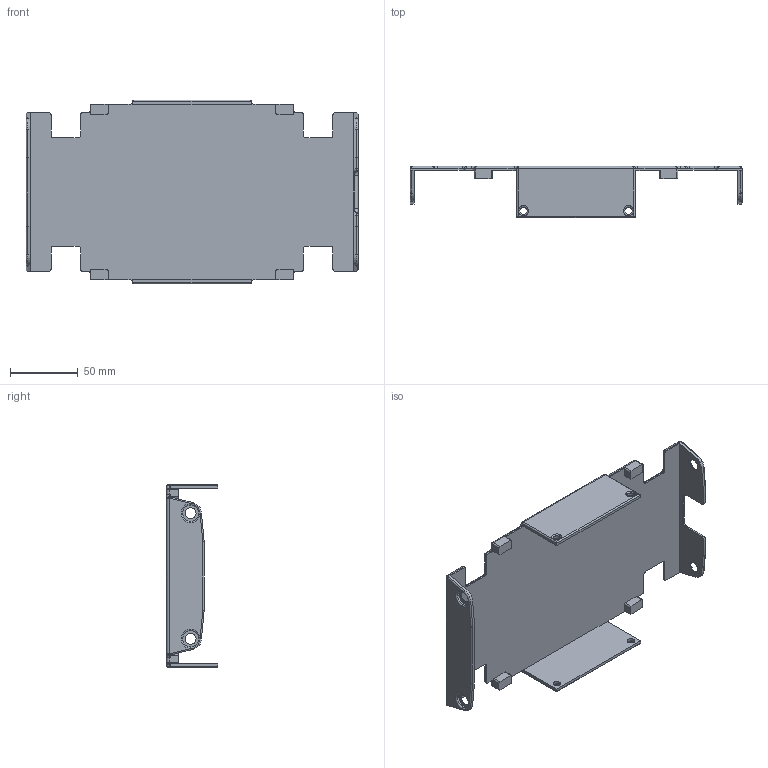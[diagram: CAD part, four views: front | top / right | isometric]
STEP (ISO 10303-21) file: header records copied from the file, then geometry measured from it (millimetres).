
FILE_DESCRIPTION (( 'STEP AP203' ), '1' );
FILE_NAME ('krytSpodokv2.STEP', '2025-03-16T17:43:08', ( '' ), ( '' ), 'SwSTEP 2.0', 'SolidWorks 2023', '' );
FILE_SCHEMA (( 'CONFIG_CONTROL_DESIGN' ));
Length unit declared in the file: millimetre
Products named in the file (1): krytSpodokv2
Bounding box: 245.6 x 38 x 136 mm (x, y, z)
Volume: 121242.8 mm3; surface area: 84147.9 mm2
Topology: 1 solids, 1 shells, 262 faces, 652 edges, 370 vertices
Faces by surface type: cylinder 128, plane 74, torus 38, bspline 22
Entity records: 8579 total; most frequent: CARTESIAN_POINT 2489, DIRECTION 1298, ORIENTED_EDGE 1260, EDGE_CURVE 630, AXIS2_PLACEMENT_3D 487, VERTEX_POINT 370, LINE 324, VECTOR 324
